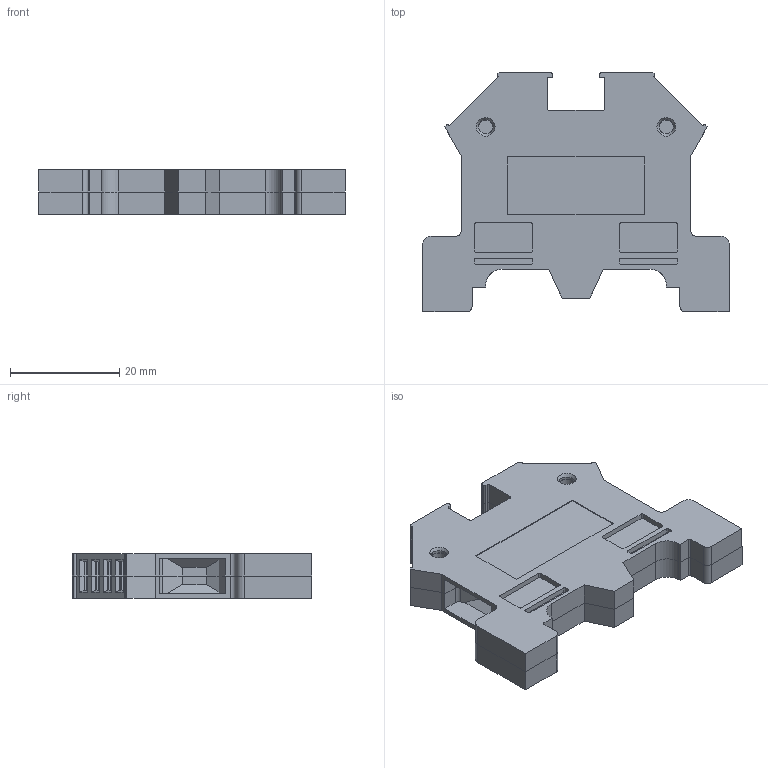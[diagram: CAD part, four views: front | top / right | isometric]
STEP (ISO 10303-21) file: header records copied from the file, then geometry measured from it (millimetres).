
FILE_DESCRIPTION(/* description */ (''),/* implementation_level */ '2;1');
FILE_NAME(/* name */ '1212_2_SL4_35_TS35_iso.stp',/* time_stamp */ '2010-06-15T12:28:38+02:00',/* author */ (''),/* organization */ (''),/* preprocessor_version */ 'ST-DEVELOPER v11',/* originating_system */ 'SIEMENS UGS NX 6.0',/* authorisation */ '');
FILE_SCHEMA (('CONFIG_CONTROL_DESIGN'));
Length unit declared in the file: millimetre
Products named in the file (1): sl40isogeh_info
Bounding box: 56 x 43.8 x 8.1 mm (x, y, z)
Volume: 12245.3 mm3; surface area: 9452.2 mm2
Topology: 2 solids, 2 shells, 560 faces, 1530 edges, 1004 vertices
Faces by surface type: plane 380, cylinder 148, cone 24, torus 4, sphere 4
Full cylindrical faces by diameter (mm): 1.5 x2, 1.95 x2, 2.15 x2, 2.365 x2, 2.739 x2, 2.761 x4, 2.939 x2, 2.961 x4
Entity records: 17342 total; most frequent: CARTESIAN_POINT 3029, ORIENTED_EDGE 2936, DIRECTION 2924, EDGE_CURVE 1468, LINE 1130, VECTOR 1130, VERTEX_POINT 994, AXIS2_PLACEMENT_3D 897
